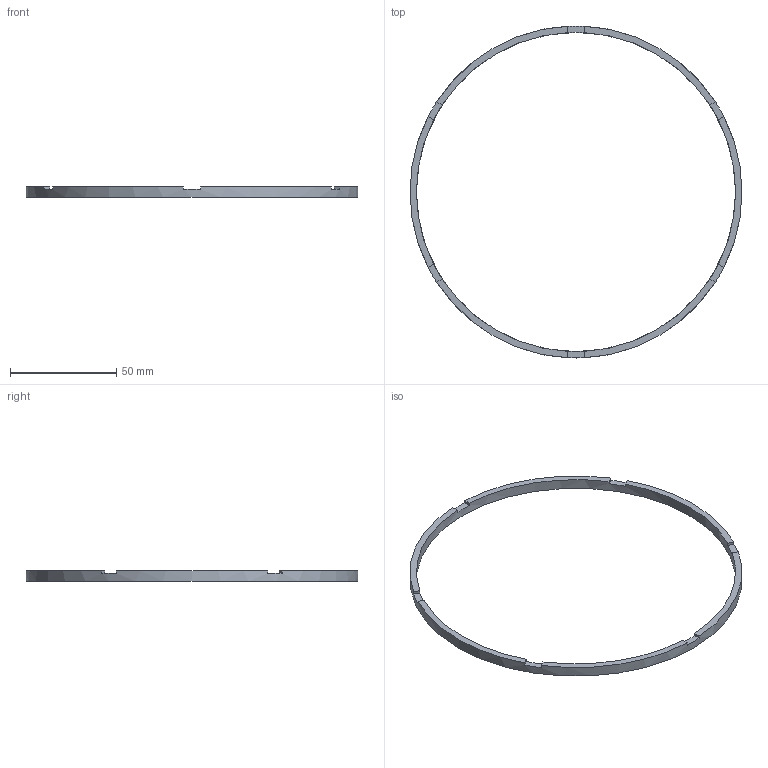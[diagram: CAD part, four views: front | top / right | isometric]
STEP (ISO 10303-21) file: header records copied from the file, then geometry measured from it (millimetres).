
FILE_DESCRIPTION(('Open CASCADE Model'),'2;1');
FILE_NAME('Open CASCADE Shape Model','2025-06-18T04:25:27',('Author'),( 'Open CASCADE'),'Open CASCADE STEP processor 7.7','Open CASCADE 7.7' ,'Unknown');
FILE_SCHEMA(('AUTOMOTIVE_DESIGN { 1 0 10303 214 1 1 1 1 }'));
Length unit declared in the file: millimetre
Products named in the file (1): Open CASCADE STEP translator 7.7 162
Bounding box: 156 x 156 x 5 mm (x, y, z)
Volume: 7029.9 mm3; surface area: 7615.6 mm2
Topology: 1 solids, 1 shells, 27 faces, 78 edges, 52 vertices
Faces by surface type: plane 25, cylinder 2
Full cylindrical faces by diameter (mm): 150 x1, 156 x1
Entity records: 1949 total; most frequent: CARTESIAN_POINT 356, DIRECTION 311, LINE 178, VECTOR 178, ORIENTED_EDGE 156, PCURVE 156, DEFINITIONAL_REPRESENTATION 156, EDGE_CURVE 78
